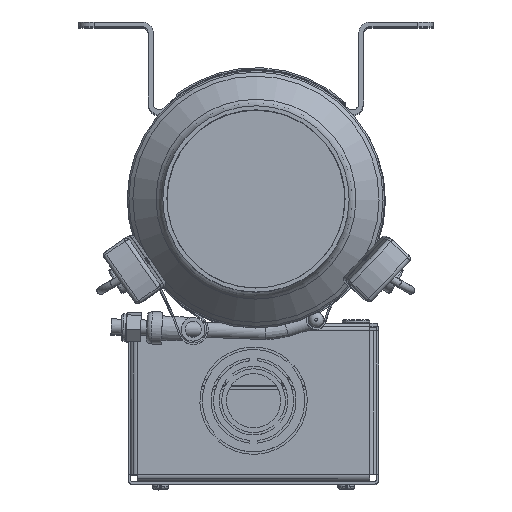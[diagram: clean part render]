
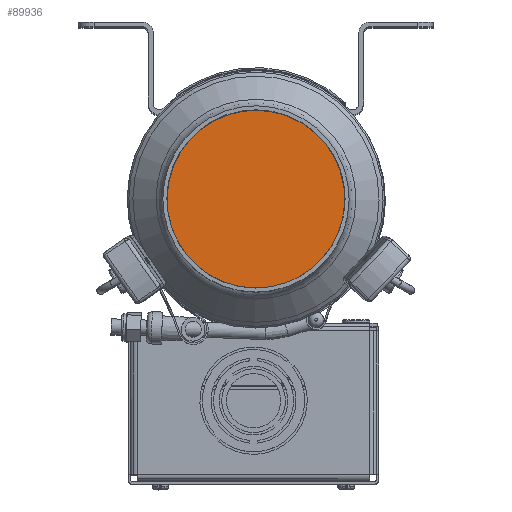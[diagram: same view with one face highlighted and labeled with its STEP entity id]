
A CAD part, top view. The second image highlights one B-rep face of the part: STEP entity #89936.
In plain terms, the highlighted planar face has unit normal (0, 0, 1).
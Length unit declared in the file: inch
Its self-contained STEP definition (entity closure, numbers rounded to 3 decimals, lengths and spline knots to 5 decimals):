
#22939=PLANE('',#110800);
#31743=VERTEX_POINT('',#117155);
#39988=CIRCLE('',#110798,3.6449);
#41433=EDGE_CURVE('',#31743,#31743,#39988,.T.);
#55296=ORIENTED_EDGE('',*,*,#41433,.F.);
#79306=EDGE_LOOP('',(#55296));
#84703=FACE_BOUND('',#79306,.T.);
#89936=ADVANCED_FACE('',(#84703),#22939,.T.);
#96764=DIRECTION('',(0.,0.,-1.));
#96765=DIRECTION('',(3.645,0.,0.));
#96768=DIRECTION('',(0.,0.,1.));
#110798=AXIS2_PLACEMENT_3D('',#117154,#96764,#96765);
#110800=AXIS2_PLACEMENT_3D('',#117158,#96768,$);
#117154=CARTESIAN_POINT('',(0.,0.,0.127));
#117155=CARTESIAN_POINT('',(3.6449,0.,0.127));
#117158=CARTESIAN_POINT('',(0.,0.,0.127));
